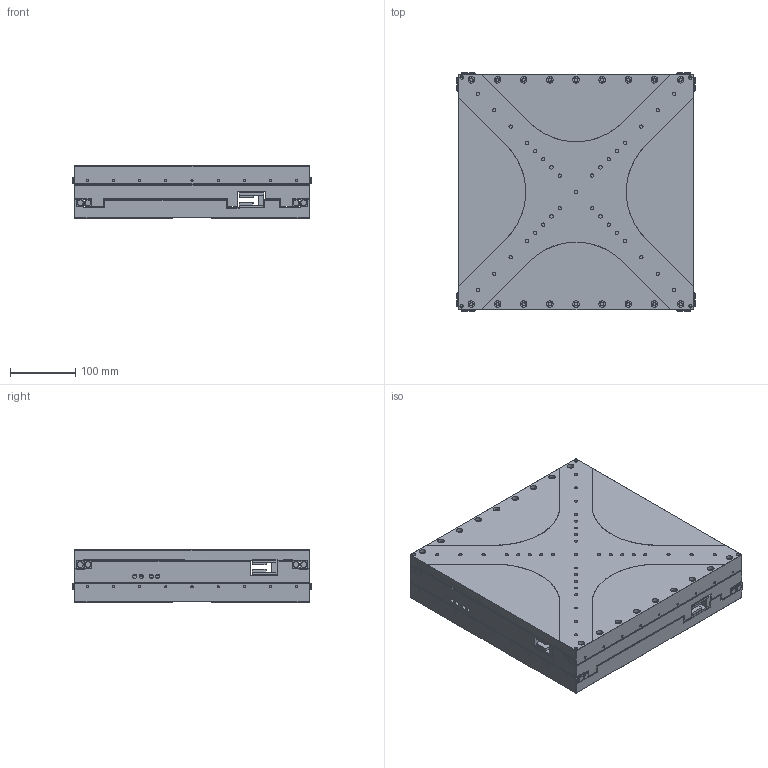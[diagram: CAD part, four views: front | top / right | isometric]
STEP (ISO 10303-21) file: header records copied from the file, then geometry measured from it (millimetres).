
FILE_DESCRIPTION (( 'STEP AP203' ), '1' );
FILE_NAME ('527055.STEP', '2024-05-20T07:38:28', ( 'Windows User' ), ( 'P R C' ), 'SwSTEP 2.0', 'SolidWorks 2020', '' );
FILE_SCHEMA (( 'CONFIG_CONTROL_DESIGN' ));
Products named in the file (1): 527055
Bounding box: 364 x 364 x 80 mm (x, y, z)
Surface area: 1082647.2 mm2 (no closed solid volume)
Topology: 0 solids, 25 shells, 712 faces, 3873 edges, 3119 vertices
Faces by surface type: plane 475, cylinder 193, torus 32, cone 12
Full cylindrical faces by diameter (mm): 2.9 x4, 3.3 x36, 5 x37, 5.5 x12, 6.5 x4, 6.6 x4, 8 x6, 9.5 x16, 10 x36
Entity records: 69636 total; most frequent: CARTESIAN_POINT 43269, ORIENTED_EDGE 5190, DIRECTION 3736, EDGE_CURVE 3588, VERTEX_POINT 3025, LINE 1742, VECTOR 1742, B_SPLINE_CURVE_WITH_KNOTS 1558
